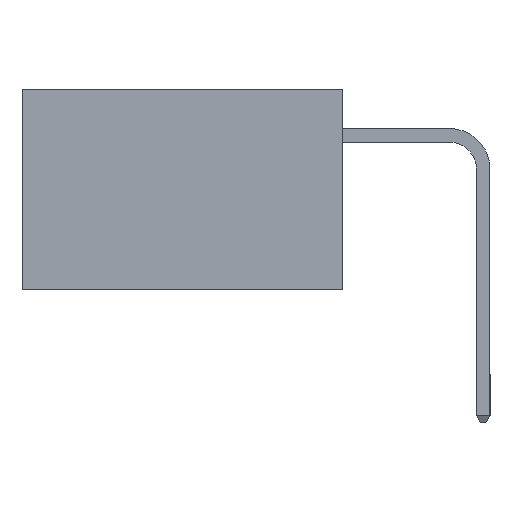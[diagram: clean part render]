
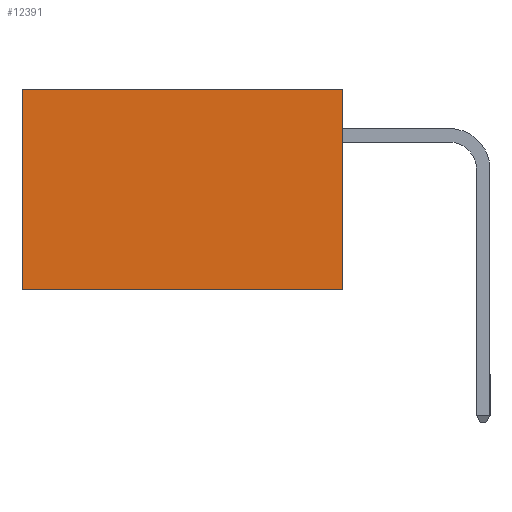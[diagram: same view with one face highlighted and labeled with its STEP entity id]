
A CAD part, left-side view. The second image highlights one B-rep face of the part: STEP entity #12391.
In plain terms, the highlighted planar face has unit normal (-1, 0, 0).
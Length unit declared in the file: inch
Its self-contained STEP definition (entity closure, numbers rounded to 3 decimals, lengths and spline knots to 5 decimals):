
#31 = FACE_OUTER_BOUND ( 'NONE', #4167, .T. ) ;
#406 = CARTESIAN_POINT ( 'NONE',  ( 0.277, 0.59, 0. ) ) ;
#679 = VERTEX_POINT ( 'NONE', #8439 ) ;
#723 = PLANE ( 'NONE',  #3742 ) ;
#751 = VECTOR ( 'NONE', #13029, 39.37008 ) ;
#1326 = DIRECTION ( 'NONE',  ( 0., 0., -1. ) ) ;
#1558 = CARTESIAN_POINT ( 'NONE',  ( 0.277, 0., -0.37 ) ) ;
#1631 = EDGE_CURVE ( 'NONE', #7164, #11693, #13647, .T. ) ;
#3156 = CARTESIAN_POINT ( 'NONE',  ( 0.277, 0., 0. ) ) ;
#3364 = LINE ( 'NONE', #1558, #7944 ) ;
#3719 = EDGE_CURVE ( 'NONE', #7164, #679, #3364, .T. ) ;
#3742 = AXIS2_PLACEMENT_3D ( 'NONE', #14681, #5431, #16250 ) ;
#4167 = EDGE_LOOP ( 'NONE', ( #18635, #16879, #19949, #9371 ) ) ;
#4185 = VECTOR ( 'NONE', #14314, 39.37008 ) ;
#4975 = VERTEX_POINT ( 'NONE', #10651 ) ;
#5431 = DIRECTION ( 'NONE',  ( 1., 0., 0. ) ) ;
#5450 = VECTOR ( 'NONE', #13996, 39.37008 ) ;
#6553 = EDGE_CURVE ( 'NONE', #11693, #4975, #16524, .T. ) ;
#6905 = CARTESIAN_POINT ( 'NONE',  ( 0.277, 0., -0.37 ) ) ;
#7164 = VERTEX_POINT ( 'NONE', #15977 ) ;
#7944 = VECTOR ( 'NONE', #1326, 39.37008 ) ;
#8439 = CARTESIAN_POINT ( 'NONE',  ( 0.277, 0., -0.37 ) ) ;
#9033 = LINE ( 'NONE', #6905, #751 ) ;
#9371 = ORIENTED_EDGE ( 'NONE', *, *, #1631, .T. ) ;
#10651 = CARTESIAN_POINT ( 'NONE',  ( 0.277, 0.59, -0.37 ) ) ;
#11693 = VERTEX_POINT ( 'NONE', #406 ) ;
#12391 = ADVANCED_FACE ( 'NONE', ( #31 ), #723, .F. ) ;
#13009 = EDGE_CURVE ( 'NONE', #679, #4975, #9033, .T. ) ;
#13029 = DIRECTION ( 'NONE',  ( 0., 1., 0. ) ) ;
#13647 = LINE ( 'NONE', #3156, #5450 ) ;
#13996 = DIRECTION ( 'NONE',  ( 0., 1., 0. ) ) ;
#14314 = DIRECTION ( 'NONE',  ( 0., 0., -1. ) ) ;
#14681 = CARTESIAN_POINT ( 'NONE',  ( 0.277, 0., -0.37 ) ) ;
#14813 = CARTESIAN_POINT ( 'NONE',  ( 0.277, 0.59, -0.37 ) ) ;
#15977 = CARTESIAN_POINT ( 'NONE',  ( 0.277, 0., 0. ) ) ;
#16250 = DIRECTION ( 'NONE',  ( 0., 0., -1. ) ) ;
#16524 = LINE ( 'NONE', #14813, #4185 ) ;
#16879 = ORIENTED_EDGE ( 'NONE', *, *, #13009, .F. ) ;
#18635 = ORIENTED_EDGE ( 'NONE', *, *, #6553, .T. ) ;
#19949 = ORIENTED_EDGE ( 'NONE', *, *, #3719, .F. ) ;
